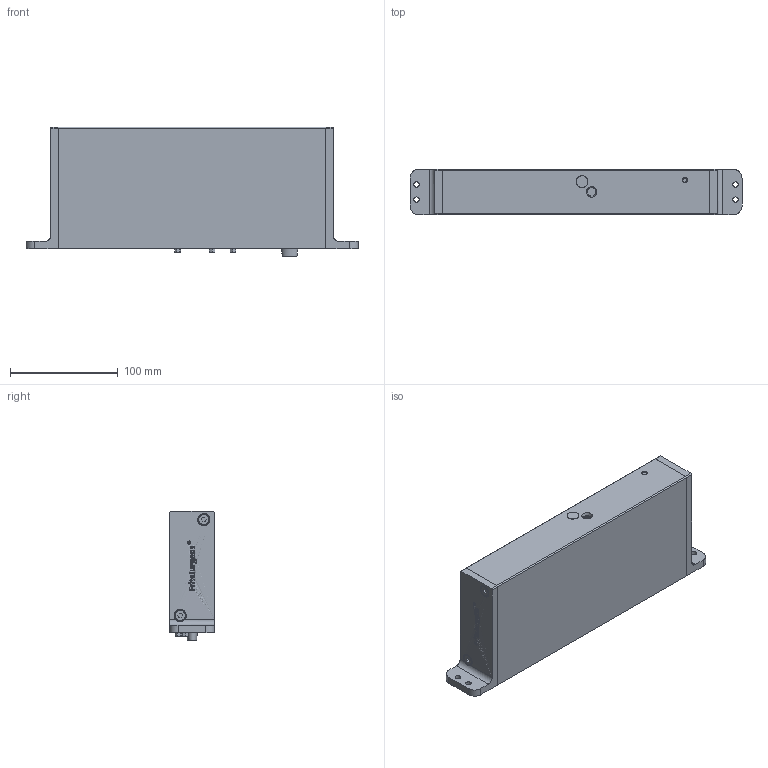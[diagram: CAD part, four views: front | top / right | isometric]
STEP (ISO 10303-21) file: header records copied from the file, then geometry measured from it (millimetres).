
FILE_DESCRIPTION (( 'STEP AP214' ), '1' );
FILE_NAME ('100542 System M42+.STEP', '2020-06-23T10:16:04', ( '' ), ( '' ), 'SwSTEP 2.0', 'SolidWorks 2020', '' );
FILE_SCHEMA (( 'AUTOMOTIVE_DESIGN' ));
Length unit declared in the file: millimetre
Products named in the file (1): 100542 System M42+
Bounding box: 308.2 x 42 x 120.1 mm (x, y, z)
Surface area: 106234.8 mm2 (no closed solid volume)
Topology: 0 solids, 10 shells, 348 faces, 1015 edges, 727 vertices
Faces by surface type: plane 188, bspline 92, cone 35, cylinder 30, torus 3
Full cylindrical faces by diameter (mm): 4 x1, 5 x4, 6 x3, 8 x5, 10 x4, 11 x1, 11.4 x4, 39.4 x1
Entity records: 17579 total; most frequent: CARTESIAN_POINT 10663, ORIENTED_EDGE 1849, EDGE_CURVE 961, B_SPLINE_CURVE_WITH_KNOTS 961, VERTEX_POINT 718, DIRECTION 512, EDGE_LOOP 465, FACE_OUTER_BOUND 375
